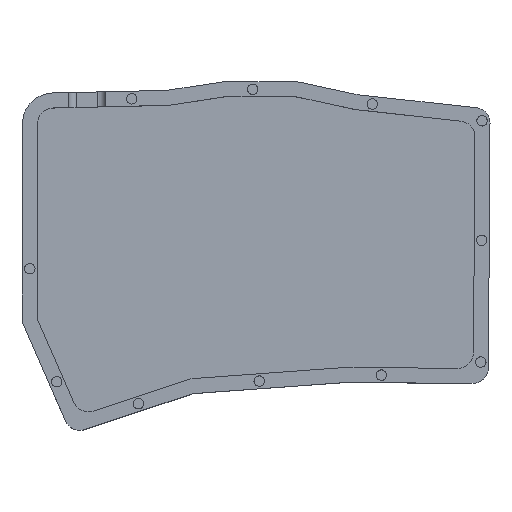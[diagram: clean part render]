
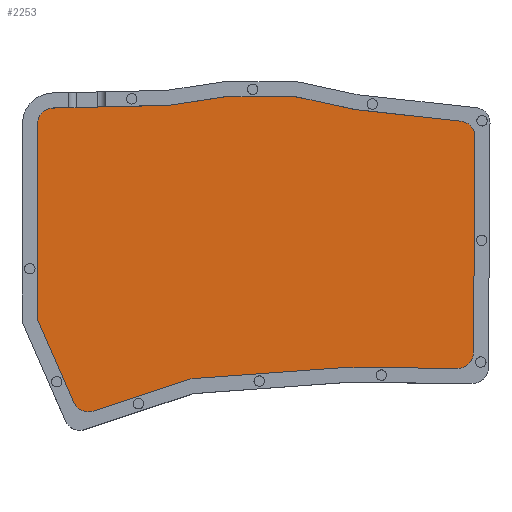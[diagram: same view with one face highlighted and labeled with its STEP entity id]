
A CAD part, top view. The second image highlights one B-rep face of the part: STEP entity #2253.
In plain terms, the highlighted planar face has unit normal (0, 0, 1).
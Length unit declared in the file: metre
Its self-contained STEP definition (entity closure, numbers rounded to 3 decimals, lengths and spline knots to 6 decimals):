
#217=CIRCLE('',#2420,0.0051);
#218=CIRCLE('',#2423,0.0051);
#219=CIRCLE('',#2426,0.005);
#220=CIRCLE('',#2429,0.0051);
#221=CIRCLE('',#2432,0.0051);
#222=CIRCLE('',#2435,0.0049);
#223=CIRCLE('',#2438,0.0049);
#224=CIRCLE('',#2441,0.0051);
#225=CIRCLE('',#2444,0.0051);
#226=CIRCLE('',#2446,0.005112);
#647=ORIENTED_EDGE('',*,*,#1003,.T.);
#648=ORIENTED_EDGE('',*,*,#1135,.T.);
#649=ORIENTED_EDGE('',*,*,#982,.T.);
#650=ORIENTED_EDGE('',*,*,#1134,.T.);
#651=ORIENTED_EDGE('',*,*,#1133,.T.);
#652=ORIENTED_EDGE('',*,*,#1131,.T.);
#653=ORIENTED_EDGE('',*,*,#1129,.T.);
#654=ORIENTED_EDGE('',*,*,#1126,.F.);
#655=ORIENTED_EDGE('',*,*,#1125,.T.);
#656=ORIENTED_EDGE('',*,*,#1122,.F.);
#657=ORIENTED_EDGE('',*,*,#1121,.T.);
#658=ORIENTED_EDGE('',*,*,#1119,.T.);
#659=ORIENTED_EDGE('',*,*,#1117,.T.);
#660=ORIENTED_EDGE('',*,*,#1115,.T.);
#661=ORIENTED_EDGE('',*,*,#1113,.T.);
#662=ORIENTED_EDGE('',*,*,#1110,.F.);
#663=ORIENTED_EDGE('',*,*,#1109,.T.);
#664=ORIENTED_EDGE('',*,*,#1107,.T.);
#665=ORIENTED_EDGE('',*,*,#1105,.T.);
#666=ORIENTED_EDGE('',*,*,#1103,.T.);
#667=ORIENTED_EDGE('',*,*,#1101,.T.);
#668=ORIENTED_EDGE('',*,*,#976,.T.);
#976=EDGE_CURVE('',#1312,#1311,#1526,.F.);
#982=EDGE_CURVE('',#1314,#1317,#1532,.T.);
#1003=EDGE_CURVE('',#1311,#1337,#1551,.T.);
#1101=EDGE_CURVE('',#1428,#1312,#1588,.T.);
#1103=EDGE_CURVE('',#1429,#1428,#217,.T.);
#1105=EDGE_CURVE('',#1430,#1429,#1591,.T.);
#1107=EDGE_CURVE('',#1431,#1430,#218,.T.);
#1109=EDGE_CURVE('',#1432,#1431,#1594,.T.);
#1110=EDGE_CURVE('',#1432,#1433,#219,.T.);
#1113=EDGE_CURVE('',#1434,#1433,#1597,.T.);
#1115=EDGE_CURVE('',#1435,#1434,#220,.T.);
#1117=EDGE_CURVE('',#1436,#1435,#1600,.T.);
#1119=EDGE_CURVE('',#1437,#1436,#221,.T.);
#1121=EDGE_CURVE('',#1438,#1437,#1603,.T.);
#1122=EDGE_CURVE('',#1438,#1439,#222,.T.);
#1125=EDGE_CURVE('',#1440,#1439,#1606,.T.);
#1126=EDGE_CURVE('',#1440,#1441,#223,.T.);
#1129=EDGE_CURVE('',#1442,#1441,#1609,.T.);
#1131=EDGE_CURVE('',#1443,#1442,#224,.T.);
#1133=EDGE_CURVE('',#1444,#1443,#1612,.T.);
#1134=EDGE_CURVE('',#1317,#1444,#225,.T.);
#1135=EDGE_CURVE('',#1337,#1314,#226,.T.);
#1311=VERTEX_POINT('',#3208);
#1312=VERTEX_POINT('',#3210);
#1314=VERTEX_POINT('',#3216);
#1317=VERTEX_POINT('',#3221);
#1337=VERTEX_POINT('',#3264);
#1428=VERTEX_POINT('',#3532);
#1429=VERTEX_POINT('',#3536);
#1430=VERTEX_POINT('',#3540);
#1431=VERTEX_POINT('',#3544);
#1432=VERTEX_POINT('',#3548);
#1433=VERTEX_POINT('',#3552);
#1434=VERTEX_POINT('',#3556);
#1435=VERTEX_POINT('',#3560);
#1436=VERTEX_POINT('',#3564);
#1437=VERTEX_POINT('',#3568);
#1438=VERTEX_POINT('',#3572);
#1439=VERTEX_POINT('',#3576);
#1440=VERTEX_POINT('',#3580);
#1441=VERTEX_POINT('',#3584);
#1442=VERTEX_POINT('',#3588);
#1443=VERTEX_POINT('',#3592);
#1444=VERTEX_POINT('',#3596);
#1526=LINE('',#3209,#1665);
#1532=LINE('',#3222,#1671);
#1551=LINE('',#3265,#1690);
#1588=LINE('',#3533,#1727);
#1591=LINE('',#3541,#1730);
#1594=LINE('',#3549,#1733);
#1597=LINE('',#3557,#1736);
#1600=LINE('',#3565,#1739);
#1603=LINE('',#3573,#1742);
#1606=LINE('',#3581,#1745);
#1609=LINE('',#3589,#1748);
#1612=LINE('',#3597,#1751);
#1665=VECTOR('',#2588,1.);
#1671=VECTOR('',#2596,1.);
#1690=VECTOR('',#2623,1.);
#1727=VECTOR('',#2800,1.);
#1730=VECTOR('',#2809,1.);
#1733=VECTOR('',#2818,1.);
#1736=VECTOR('',#2827,1.);
#1739=VECTOR('',#2836,1.);
#1742=VECTOR('',#2845,1.);
#1745=VECTOR('',#2854,1.);
#1748=VECTOR('',#2863,1.);
#1751=VECTOR('',#2872,1.);
#1893=EDGE_LOOP('',(#647,#648,#649,#650,#651,#652,#653,#654,#655,#656,#657,
#658,#659,#660,#661,#662,#663,#664,#665,#666,#667,#668));
#2061=FACE_BOUND('',#1893,.T.);
#2176=PLANE('',#2485);
#2253=ADVANCED_FACE('',(#2061),#2176,.F.);
#2420=AXIS2_PLACEMENT_3D('',#3537,#2804,#2805);
#2423=AXIS2_PLACEMENT_3D('',#3545,#2813,#2814);
#2426=AXIS2_PLACEMENT_3D('',#3551,#2821,#2822);
#2429=AXIS2_PLACEMENT_3D('',#3561,#2831,#2832);
#2432=AXIS2_PLACEMENT_3D('',#3569,#2840,#2841);
#2435=AXIS2_PLACEMENT_3D('',#3575,#2848,#2849);
#2438=AXIS2_PLACEMENT_3D('',#3583,#2857,#2858);
#2441=AXIS2_PLACEMENT_3D('',#3593,#2867,#2868);
#2444=AXIS2_PLACEMENT_3D('',#3599,#2875,#2876);
#2446=AXIS2_PLACEMENT_3D('',#3601,#2879,#2880);
#2485=AXIS2_PLACEMENT_3D('',#3798,#2997,#2998);
#2588=DIRECTION('',(-0.15,0.989,0.));
#2596=DIRECTION('',(-0.003,-1.,0.));
#2623=DIRECTION('',(-1.,-0.023,0.));
#2800=DIRECTION('',(-0.989,-0.15,0.));
#2804=DIRECTION('',(0.,0.,1.));
#2805=DIRECTION('',(1.,-0.006,0.));
#2809=DIRECTION('',(-1.,0.006,0.));
#2813=DIRECTION('',(0.,0.,1.));
#2814=DIRECTION('',(1.,-0.006,0.));
#2818=DIRECTION('',(-0.977,0.212,0.));
#2821=DIRECTION('',(0.,0.,1.));
#2822=DIRECTION('',(1.,-0.006,0.));
#2827=DIRECTION('',(-0.994,0.108,0.));
#2831=DIRECTION('',(0.,0.,1.));
#2832=DIRECTION('',(1.,-0.006,0.));
#2836=DIRECTION('',(0.006,1.,0.));
#2840=DIRECTION('',(0.,0.,1.));
#2841=DIRECTION('',(1.,-0.006,0.));
#2845=DIRECTION('',(1.,-0.006,0.));
#2848=DIRECTION('',(0.,0.,1.));
#2849=DIRECTION('',(1.,-0.006,0.));
#2854=DIRECTION('',(0.997,0.073,0.));
#2857=DIRECTION('',(0.,0.,1.));
#2858=DIRECTION('',(1.,-0.006,0.));
#2863=DIRECTION('',(0.949,0.315,0.));
#2867=DIRECTION('',(0.,0.,1.));
#2868=DIRECTION('',(1.,-0.006,0.));
#2872=DIRECTION('',(0.401,-0.916,0.));
#2875=DIRECTION('',(0.,0.,1.));
#2876=DIRECTION('',(1.,-0.006,0.));
#2879=DIRECTION('',(0.,0.,1.));
#2880=DIRECTION('',(1.,-0.006,0.));
#2997=DIRECTION('',(0.,0.,-1.));
#2998=DIRECTION('',(-1.,0.006,0.));
#3208=CARTESIAN_POINT('',(0.124108,0.048315,-0.009));
#3209=CARTESIAN_POINT('',(0.124117,0.048251,-0.009));
#3210=CARTESIAN_POINT('',(0.124102,0.04835,-0.009));
#3216=CARTESIAN_POINT('',(0.081203,0.041948,-0.009));
#3221=CARTESIAN_POINT('',(0.081002,-0.02012,-0.009));
#3222=CARTESIAN_POINT('',(0.081135,0.020917,-0.009));
#3264=CARTESIAN_POINT('',(0.085977,0.047439,-0.009));
#3265=CARTESIAN_POINT('',(0.096452,0.04768,-0.009));
#3532=CARTESIAN_POINT('',(0.14252,0.051136,-0.009));
#3533=CARTESIAN_POINT('',(0.133311,0.049743,-0.009));
#3536=CARTESIAN_POINT('',(0.143316,0.051193,-0.009));
#3537=CARTESIAN_POINT('',(0.143283,0.046093,-0.009));
#3540=CARTESIAN_POINT('',(0.165453,0.05105,-0.009));
#3541=CARTESIAN_POINT('',(0.154384,0.051122,-0.009));
#3544=CARTESIAN_POINT('',(0.166503,0.050934,-0.009));
#3545=CARTESIAN_POINT('',(0.16542,0.04595,-0.009));
#3548=CARTESIAN_POINT('',(0.184705,0.046978,-0.009));
#3549=CARTESIAN_POINT('',(0.175606,0.048956,-0.009));
#3551=CARTESIAN_POINT('',(0.185767,0.051864,-0.009));
#3552=CARTESIAN_POINT('',(0.185224,0.046894,-0.009));
#3556=CARTESIAN_POINT('',(0.219446,0.04316,-0.009));
#3557=CARTESIAN_POINT('',(0.202333,0.045027,-0.009));
#3560=CARTESIAN_POINT('',(0.223993,0.038057,-0.009));
#3561=CARTESIAN_POINT('',(0.218893,0.03809,-0.009));
#3564=CARTESIAN_POINT('',(0.223536,-0.032478,-0.009));
#3565=CARTESIAN_POINT('',(0.223765,0.00279,-0.009));
#3568=CARTESIAN_POINT('',(0.218403,-0.037545,-0.009));
#3569=CARTESIAN_POINT('',(0.218436,-0.032445,-0.009));
#3572=CARTESIAN_POINT('',(0.181553,-0.037306,-0.009));
#3573=CARTESIAN_POINT('',(0.199978,-0.037425,-0.009));
#3575=CARTESIAN_POINT('',(0.181521,-0.042206,-0.009));
#3576=CARTESIAN_POINT('',(0.181164,-0.037319,-0.009));
#3580=CARTESIAN_POINT('',(0.131626,-0.040933,-0.009));
#3581=CARTESIAN_POINT('',(0.156395,-0.039126,-0.009));
#3583=CARTESIAN_POINT('',(0.131983,-0.04582,-0.009));
#3584=CARTESIAN_POINT('',(0.130438,-0.04117,-0.009));
#3588=CARTESIAN_POINT('',(0.099318,-0.051507,-0.009));
#3589=CARTESIAN_POINT('',(0.114878,-0.046339,-0.009));
#3592=CARTESIAN_POINT('',(0.093038,-0.048711,-0.009));
#3593=CARTESIAN_POINT('',(0.09771,-0.046667,-0.009));
#3596=CARTESIAN_POINT('',(0.08143,-0.02218,-0.009));
#3597=CARTESIAN_POINT('',(0.087234,-0.035445,-0.009));
#3599=CARTESIAN_POINT('',(0.086102,-0.020135,-0.009));
#3601=CARTESIAN_POINT('',(0.086301,0.042337,-0.009));
#3798=CARTESIAN_POINT('',(0.152323,-0.001093,-0.009));
